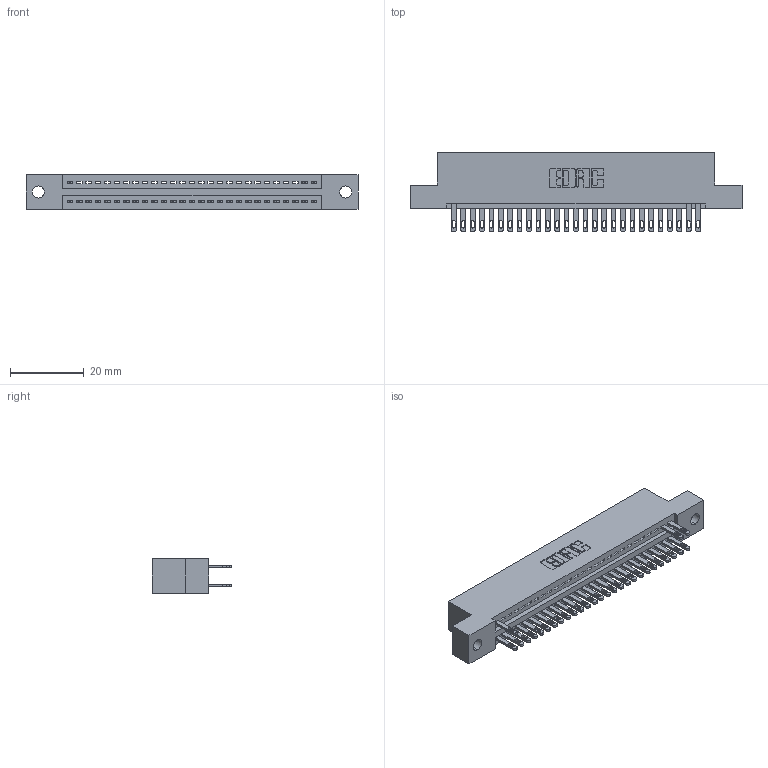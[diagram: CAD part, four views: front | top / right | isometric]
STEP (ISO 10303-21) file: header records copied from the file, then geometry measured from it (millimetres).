
FILE_DESCRIPTION (( 'STEP AP203' ), '1' );
FILE_NAME ('345-054-500-202.STEP', '2018-09-23T19:42:12', ( '' ), ( '' ), 'SwSTEP 2.0', 'SolidWorks 2016', '' );
FILE_SCHEMA (( 'CONFIG_CONTROL_DESIGN' ));
Length unit declared in the file: inch
Products named in the file (3): 345 Part_Flush Mounting Lugs - 0.128 Dia; 345-292-001_345-293-100; 345-054-500-202
Assembly tree (31 placements, depth 2):
  345-054-500-202
    345 Part_Flush Mounting Lugs - 0.128 Dia
    345-292-001_345-293-100  x30
Bounding box: 89.79 x 21.51 x 9.4 mm (x, y, z)
Volume: 8421.6 mm3; surface area: 10966 mm2
Topology: 31 solids, 31 shells, 1698 faces, 5219 edges, 3478 vertices
Faces by surface type: plane 1058, cylinder 640
Entity records: 22369 total; most frequent: CARTESIAN_POINT 3868, ORIENTED_EDGE 3826, DIRECTION 3405, EDGE_CURVE 1913, LINE 1669, VECTOR 1669, VERTEX_POINT 1274, AXIS2_PLACEMENT_3D 868
